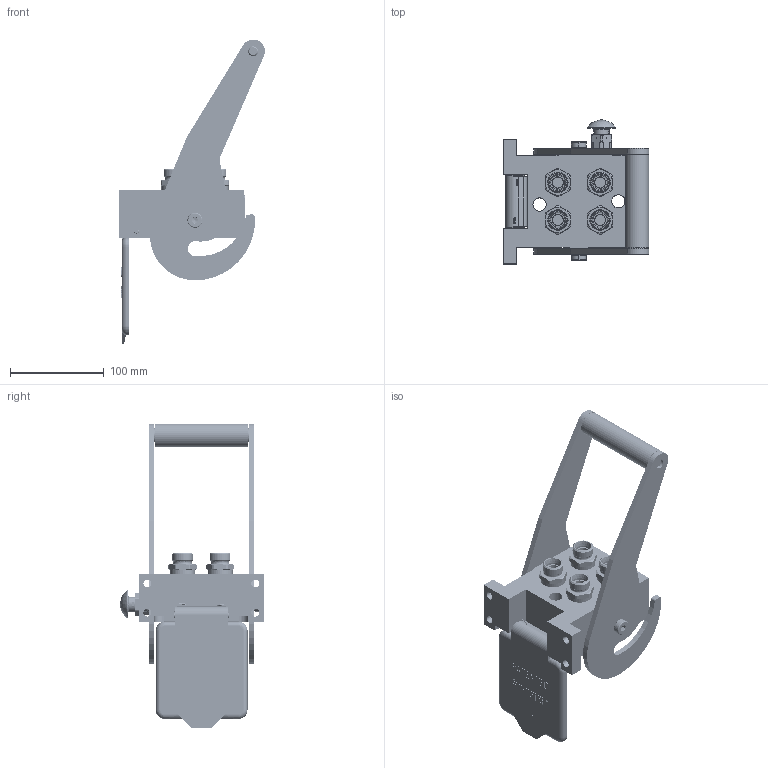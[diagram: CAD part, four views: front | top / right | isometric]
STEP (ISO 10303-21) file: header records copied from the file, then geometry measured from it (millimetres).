
FILE_DESCRIPTION (( 'STEP AP214' ), '1' );
FILE_NAME ('FASTER.step', '2023-03-21T15:05:50', ( '' ), ( '' ), 'SwSTEP 2.0', 'SolidWorks 2017', '' );
FILE_SCHEMA (( 'AUTOMOTIVE_DESIGN' ));
Length unit declared in the file: millimetre
Products named in the file (29): 4830_024_0002_010; 4830_020_0000_002; 4830_025_2000_000; 4830_027_0000_002; CURS_MOLLA_38; 4830_024_0002_020; P506_F_BASE; 2ffnb38-2_22_f; 4830_070_0000_001; 4830_024_0003_000; 4132_072_0000_300; A_2ffnb38-2_22_f; 4810_001_0001_014; 4132_014_0000_000; 4830_013_3000_020; 4830_001_0005_301; 4830_022_0000_011; 4830_001_0005_300; 0048_317_1000_000; 4820_001_0004_000; FASTER; 4830_025_1000_000; 0048_042_0412_000; sicura_p5; or1_5x7_m; et011; 4830_024_0003_000^4830_024_0003_000; 4830_025_0000_001
Assembly tree (32 placements, depth 4):
  FASTER
    P506_F_BASE
      4830_020_0000_002
      4830_013_3000_020  x2
      4830_025_1000_000
      4830_022_0000_011
      4820_001_0004_000
      4810_001_0001_014
      0048_317_1000_000  x2
      4830_070_0000_001
      4830_001_0005_300
      4830_001_0005_301
    A_2ffnb38-2_22_f  x4
      CURS_MOLLA_38
        4132_072_0000_300
        4132_014_0000_000
      2ffnb38-2_22_f
        2ffnb38-2_22_f
    4830_024_0003_000
      sicura_p5
        4830_025_0000_001
        or1_5x7_m
        0048_042_0412_000
      4830_027_0000_002
      4830_024_0002_010
      4830_024_0002_020
      4830_025_2000_000
    et011
  4830_024_0003_000^4830_024_0003_000
Bounding box: 155.3 x 153.38 x 324.8 mm (x, y, z)
Volume: 211270.8 mm3; surface area: 259724.4 mm2
Topology: 24 solids, 70 shells, 3293 faces, 8275 edges, 5208 vertices
Faces by surface type: plane 1801, cylinder 687, cone 331, torus 232, bspline 211, sphere 31
Entity records: 112182 total; most frequent: CARTESIAN_POINT 44300, ORIENTED_EDGE 13932, DIRECTION 12836, EDGE_CURVE 7002, LINE 5044, VECTOR 5044, VERTEX_POINT 4471, AXIS2_PLACEMENT_3D 3896
